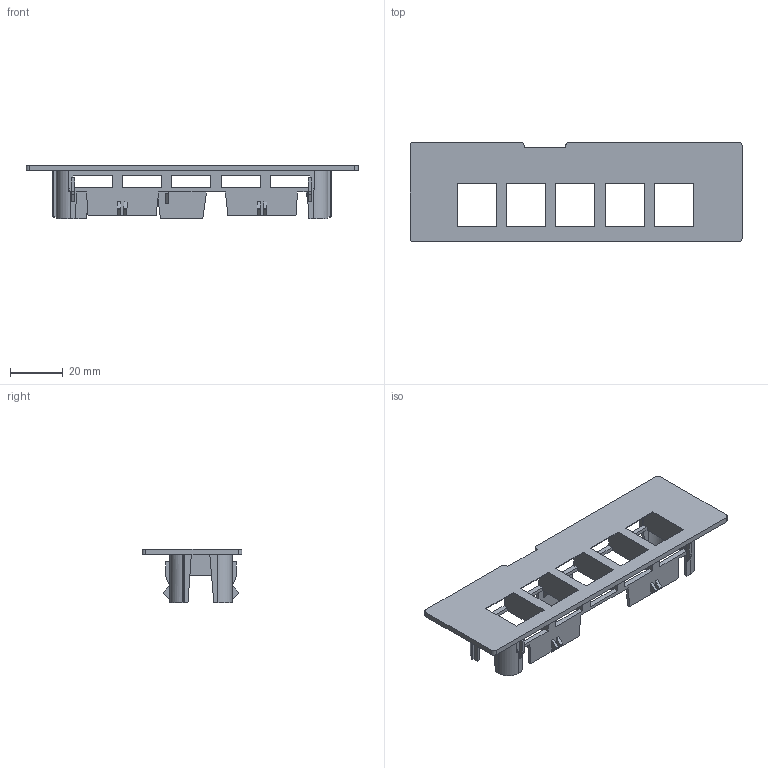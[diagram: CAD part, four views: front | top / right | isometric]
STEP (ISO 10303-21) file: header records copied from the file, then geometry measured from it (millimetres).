
FILE_DESCRIPTION(/* description */ (''),/* implementation_level */ '2;1');
FILE_NAME(/* name */ 'PS2 Expansion Bay D v2.step',/* time_stamp */ '2020-11-09T10:46:39-05:00',/* author */ (''),/* organization */ (''),/* preprocessor_version */ 'ST-DEVELOPER v18.1',/* originating_system */ 'Autodesk Translation Framework v9.3.0.1241',/* authorisation */ '');
FILE_SCHEMA (('AUTOMOTIVE_DESIGN { 1 0 10303 214 3 1 1 }'));
Length unit declared in the file: inch
Products named in the file (7): PS2 Expansion Bay D; Cover Plate; Keystone Insert Plate, Single v2; Keystone Insert Plate, Single v2 (1); Keystone Insert Plate, Single v2 (2); Keystone Insert Plate, Single v2 (3); Keystone Insert Plate, Single v2 (4)
Assembly tree (6 placements, depth 2):
  PS2 Expansion Bay D
    Cover Plate
    Keystone Insert Plate, Single v2
    Keystone Insert Plate, Single v2 (1)
    Keystone Insert Plate, Single v2 (2)
    Keystone Insert Plate, Single v2 (3)
    Keystone Insert Plate, Single v2 (4)
Bounding box: 125.73 x 37.72 x 20.32 mm (x, y, z)
Volume: 13046.6 mm3; surface area: 15729.8 mm2
Topology: 1 solids, 1 shells, 265 faces, 776 edges, 510 vertices
Faces by surface type: plane 217, cylinder 44, sphere 4
Entity records: 8969 total; most frequent: CARTESIAN_POINT 1612, ORIENTED_EDGE 1552, DIRECTION 1410, EDGE_CURVE 776, LINE 682, VECTOR 682, VERTEX_POINT 510, AXIS2_PLACEMENT_3D 364
